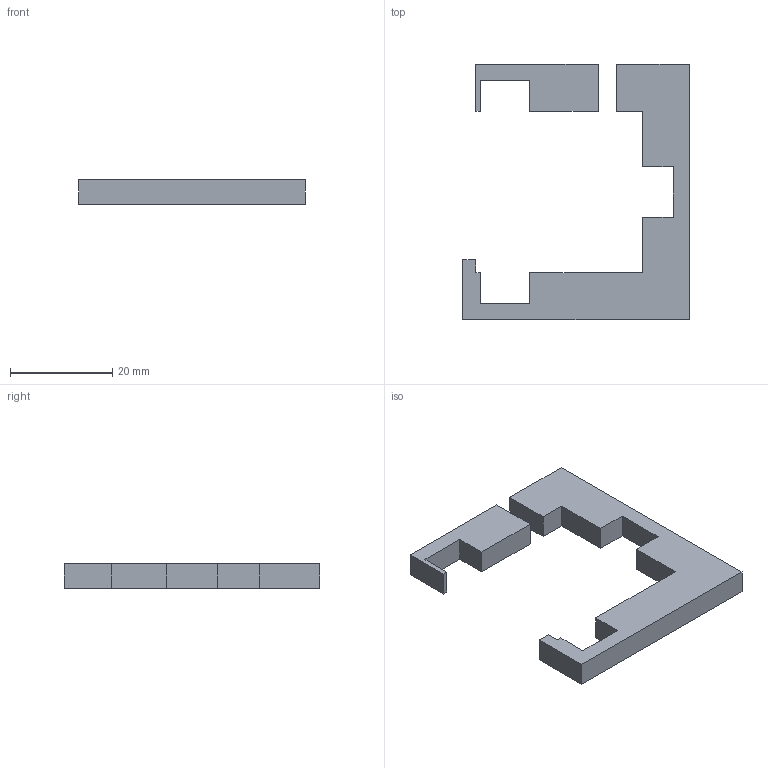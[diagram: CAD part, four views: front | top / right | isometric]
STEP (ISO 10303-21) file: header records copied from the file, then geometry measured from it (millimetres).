
FILE_DESCRIPTION (( 'STEP AP214' ), '1' );
FILE_NAME ('ServoJigLayer3.STEP', '2014-11-24T23:35:33', ( '' ), ( '' ), 'SwSTEP 2.0', 'SolidWorks 2014', '' );
FILE_SCHEMA (( 'AUTOMOTIVE_DESIGN' ));
Length unit declared in the file: inch
Products named in the file (1): ServoJigLayer3
Bounding box: 44.45 x 50.11 x 4.76 mm (x, y, z)
Volume: 4219.7 mm3; surface area: 3236.2 mm2
Topology: 2 solids, 2 shells, 30 faces, 78 edges, 52 vertices
Faces by surface type: plane 30
Entity records: 1343 total; most frequent: CARTESIAN_POINT 161, ORIENTED_EDGE 156, DIRECTION 140, EDGE_CURVE 78, VECTOR 78, LINE 78, VERTEX_POINT 52, LENGTH_MEASURE_WITH_UNIT 34
